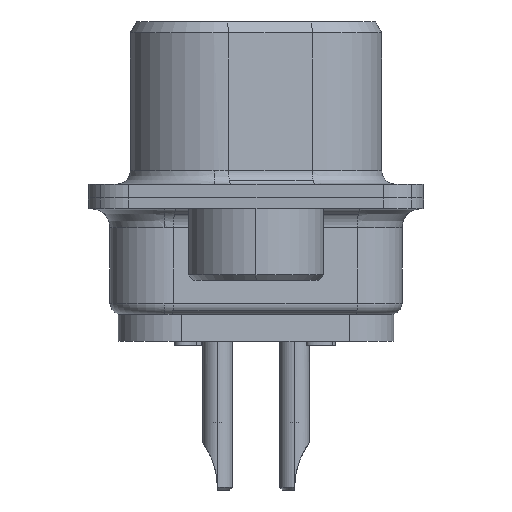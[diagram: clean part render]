
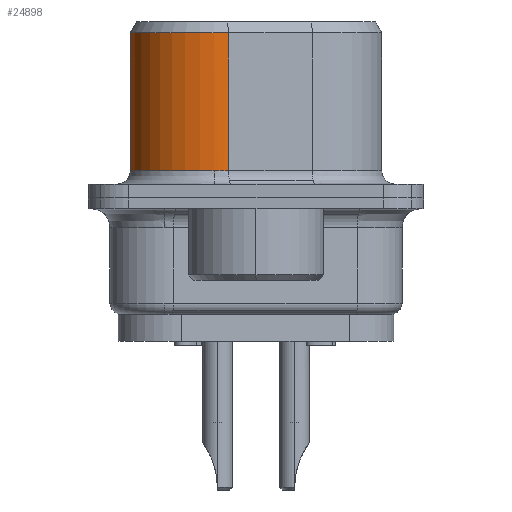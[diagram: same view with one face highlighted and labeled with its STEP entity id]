
A CAD part, left-side view. The second image highlights one B-rep face of the part: STEP entity #24898.
In plain terms, the highlighted cylindrical face has radius 3.1 mm (diameter 6.2 mm), a partial arc.
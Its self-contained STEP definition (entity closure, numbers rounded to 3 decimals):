
#21733=CARTESIAN_POINT('',(13.1,1.55,-1.0));
#21734=VERTEX_POINT('',#21733);
#21760=CARTESIAN_POINT('',(13.053,1.012,-1.0));
#21761=VERTEX_POINT('',#21760);
#21769=CARTESIAN_POINT('',(10.0,1.55,-1.0));
#21770=DIRECTION('',(0.0,0.0,1.0));
#21771=DIRECTION('',(0.766,0.643,0.0));
#21772=AXIS2_PLACEMENT_3D('',#21769,#21770,#21771);
#21773=CIRCLE('',#21772,3.1);
#21774=EDGE_CURVE('',#21761,#21734,#21773,.T.);
#22283=CARTESIAN_POINT('',(13.053,1.012,-6.1));
#22284=VERTEX_POINT('',#22283);
#22347=CARTESIAN_POINT('',(10.0,4.65,-6.1));
#22348=VERTEX_POINT('',#22347);
#22355=CARTESIAN_POINT('',(10.0,1.55,-6.1));
#22356=DIRECTION('',(0.0,0.0,-1.));
#22357=DIRECTION('',(0.985,-0.174,0.0));
#22358=AXIS2_PLACEMENT_3D('',#22355,#22356,#22357);
#22359=CIRCLE('',#22358,3.1);
#22360=EDGE_CURVE('',#22348,#22284,#22359,.T.);
#24759=CARTESIAN_POINT('',(10.0,4.65,-1.0));
#24760=VERTEX_POINT('',#24759);
#24761=CARTESIAN_POINT('',(10.0,1.55,-1.0));
#24762=DIRECTION('',(0.0,0.0,1.0));
#24763=DIRECTION('',(0.766,0.643,0.0));
#24764=AXIS2_PLACEMENT_3D('',#24761,#24762,#24763);
#24765=CIRCLE('',#24764,3.1);
#24766=EDGE_CURVE('',#21734,#24760,#24765,.T.);
#24876=CARTESIAN_POINT('',(10.0,1.55,0.0));
#24877=DIRECTION('',(0.0,0.0,-1.0));
#24878=DIRECTION('',(0.985,-0.174,0.0));
#24879=AXIS2_PLACEMENT_3D('',#24876,#24877,#24878);
#24880=CYLINDRICAL_SURFACE('',#24879,3.1);
#24881=ORIENTED_EDGE('',*,*,#22360,.F.);
#24882=CARTESIAN_POINT('',(10.0,4.65,-1.0));
#24883=DIRECTION('',(0.0,0.0,-1.0));
#24884=VECTOR('',#24883,5.1);
#24885=LINE('',#24882,#24884);
#24886=EDGE_CURVE('',#24760,#22348,#24885,.T.);
#24887=ORIENTED_EDGE('',*,*,#24886,.F.);
#24888=ORIENTED_EDGE('',*,*,#24766,.F.);
#24889=ORIENTED_EDGE('',*,*,#21774,.F.);
#24890=CARTESIAN_POINT('',(13.053,1.012,-1.0));
#24891=DIRECTION('',(0.0,0.0,-1.0));
#24892=VECTOR('',#24891,5.1);
#24893=LINE('',#24890,#24892);
#24894=EDGE_CURVE('',#21761,#22284,#24893,.T.);
#24895=ORIENTED_EDGE('',*,*,#24894,.T.);
#24896=EDGE_LOOP('',(#24881,#24887,#24888,#24889,#24895));
#24897=FACE_OUTER_BOUND('',#24896,.T.);
#24898=ADVANCED_FACE('',(#24897),#24880,.T.);
